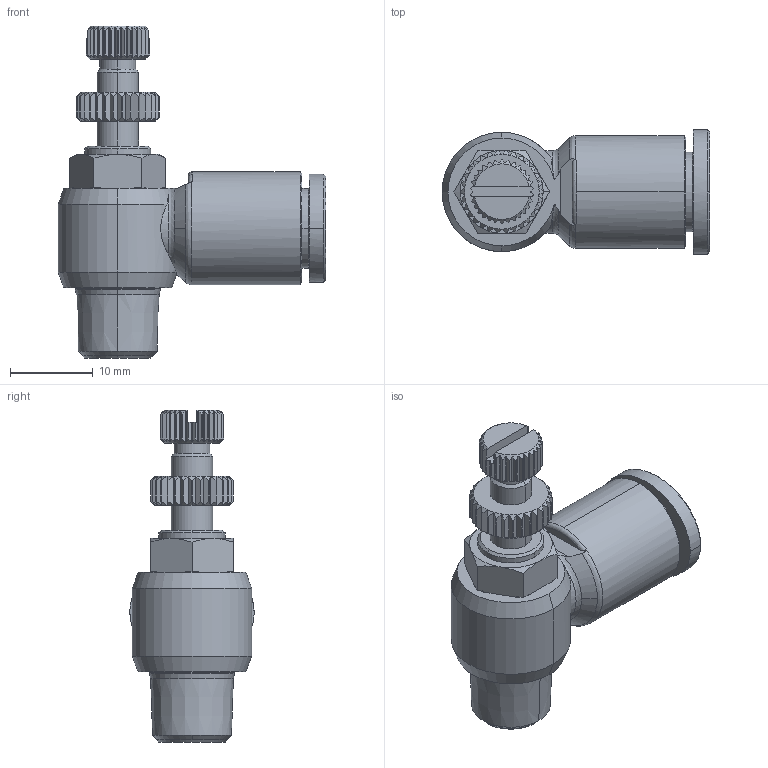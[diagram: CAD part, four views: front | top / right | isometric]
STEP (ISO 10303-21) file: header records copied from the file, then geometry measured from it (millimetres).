
FILE_DESCRIPTION (( 'STEP AP214' ), '1' );
FILE_NAME ('NSE08-01IN.STEP', '2015-10-26T15:55:07', ( '' ), ( '' ), 'SwSTEP 2.0', 'SolidWorks 2015', '' );
FILE_SCHEMA (( 'AUTOMOTIVE_DESIGN' ));
Length unit declared in the file: millimetre
Products named in the file (2): ~~~~~ｦ+ﾃｦ1; NSE08-01IN
Assembly tree (1 placements, depth 2):
  NSE08-01IN
    ~~~~~ｦ+ﾃｦ1
Bounding box: 32.3 x 15 x 40.05 mm (x, y, z)
Volume: 5064.2 mm3; surface area: 3228.7 mm2
Topology: 1 solids, 1 shells, 753 faces, 2032 edges, 1308 vertices
Faces by surface type: plane 485, cylinder 135, cone 98, bspline 32, torus 3
Entity records: 26140 total; most frequent: CARTESIAN_POINT 7338, ORIENTED_EDGE 4064, DIRECTION 3367, EDGE_CURVE 2032, VERTEX_POINT 1308, LINE 1297, VECTOR 1297, AXIS2_PLACEMENT_3D 1035
